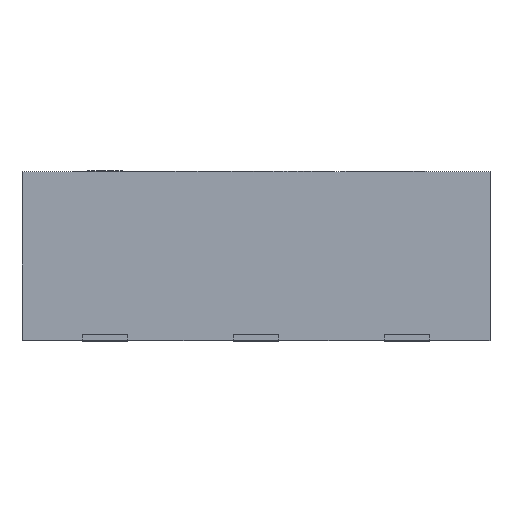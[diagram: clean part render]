
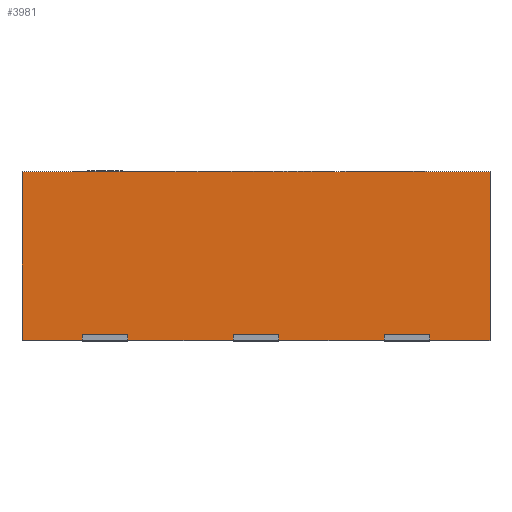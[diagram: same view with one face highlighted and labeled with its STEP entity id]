
A CAD part, top view. The second image highlights one B-rep face of the part: STEP entity #3981.
In plain terms, the highlighted planar face has unit normal (0, 0, 1).
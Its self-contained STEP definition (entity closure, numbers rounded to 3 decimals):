
#2 = CARTESIAN_POINT ( 'NONE',  ( -3.935, 0., 2.795 ) ) ;
#162 = VERTEX_POINT ( 'NONE', #2 ) ;
#287 = VECTOR ( 'NONE', #9364, 1000. ) ;
#493 = ORIENTED_EDGE ( 'NONE', *, *, #2293, .T. ) ;
#565 = VERTEX_POINT ( 'NONE', #689 ) ;
#689 = CARTESIAN_POINT ( 'NONE',  ( -0.38, 0., 2.795 ) ) ;
#718 = LINE ( 'NONE', #4456, #1337 ) ;
#762 = ORIENTED_EDGE ( 'NONE', *, *, #9224, .F. ) ;
#784 = DIRECTION ( 'NONE',  ( -1., 0., 0. ) ) ;
#797 = VECTOR ( 'NONE', #10909, 1000. ) ;
#800 = LINE ( 'NONE', #6423, #287 ) ;
#916 = LINE ( 'NONE', #7639, #10855 ) ;
#945 = VECTOR ( 'NONE', #784, 1000. ) ;
#1063 = LINE ( 'NONE', #2783, #2409 ) ;
#1237 = VECTOR ( 'NONE', #2890, 1000. ) ;
#1267 = EDGE_CURVE ( 'NONE', #11660, #11879, #3151, .T. ) ;
#1335 = LINE ( 'NONE', #10757, #4035 ) ;
#1337 = VECTOR ( 'NONE', #7325, 1000. ) ;
#1346 = CARTESIAN_POINT ( 'NONE',  ( -2.92, 0.1, 2.795 ) ) ;
#1635 = VECTOR ( 'NONE', #5091, 1000. ) ;
#1696 = ORIENTED_EDGE ( 'NONE', *, *, #2814, .F. ) ;
#1794 = PLANE ( 'NONE',  #4075 ) ;
#1876 = VERTEX_POINT ( 'NONE', #3508 ) ;
#1883 = VECTOR ( 'NONE', #8872, 1000. ) ;
#1921 = CARTESIAN_POINT ( 'NONE',  ( 3.935, 0., 2.795 ) ) ;
#2087 = EDGE_CURVE ( 'NONE', #6988, #5888, #3813, .T. ) ;
#2293 = EDGE_CURVE ( 'NONE', #1876, #11595, #3588, .T. ) ;
#2321 = DIRECTION ( 'NONE',  ( 0., -1., 0. ) ) ;
#2366 = VERTEX_POINT ( 'NONE', #7502 ) ;
#2409 = VECTOR ( 'NONE', #11313, 1000. ) ;
#2451 = CARTESIAN_POINT ( 'NONE',  ( 2.92, 0.1, 2.795 ) ) ;
#2545 = DIRECTION ( 'NONE',  ( 0., -1., 0. ) ) ;
#2590 = DIRECTION ( 'NONE',  ( 0., 0., -1. ) ) ;
#2618 = EDGE_CURVE ( 'NONE', #2366, #565, #800, .T. ) ;
#2783 = CARTESIAN_POINT ( 'NONE',  ( -3.935, 0., 2.795 ) ) ;
#2814 = EDGE_CURVE ( 'NONE', #5201, #4286, #7151, .T. ) ;
#2890 = DIRECTION ( 'NONE',  ( 1., 0., 0. ) ) ;
#2992 = EDGE_CURVE ( 'NONE', #7317, #2366, #1335, .T. ) ;
#3151 = LINE ( 'NONE', #6945, #11653 ) ;
#3221 = VECTOR ( 'NONE', #11309, 1000. ) ;
#3508 = CARTESIAN_POINT ( 'NONE',  ( 0.38, 0.1, 2.795 ) ) ;
#3588 = LINE ( 'NONE', #7257, #4793 ) ;
#3799 = CARTESIAN_POINT ( 'NONE',  ( 3.935, 2.84, 2.795 ) ) ;
#3813 = LINE ( 'NONE', #7603, #3221 ) ;
#3981 = ADVANCED_FACE ( 'NONE', ( #7304 ), #1794, .F. ) ;
#4035 = VECTOR ( 'NONE', #2321, 1000. ) ;
#4075 = AXIS2_PLACEMENT_3D ( 'NONE', #5548, #2590, #6625 ) ;
#4286 = VERTEX_POINT ( 'NONE', #3799 ) ;
#4393 = CARTESIAN_POINT ( 'NONE',  ( -0.38, 0.1, 2.795 ) ) ;
#4404 = CARTESIAN_POINT ( 'NONE',  ( -2.92, 0., 2.795 ) ) ;
#4456 = CARTESIAN_POINT ( 'NONE',  ( -3.935, 0., 2.795 ) ) ;
#4522 = EDGE_CURVE ( 'NONE', #11660, #6988, #6275, .T. ) ;
#4704 = CARTESIAN_POINT ( 'NONE',  ( -2.92, 0.1, 2.795 ) ) ;
#4755 = VERTEX_POINT ( 'NONE', #4393 ) ;
#4785 = EDGE_CURVE ( 'NONE', #162, #6513, #718, .T. ) ;
#4789 = ORIENTED_EDGE ( 'NONE', *, *, #5257, .F. ) ;
#4793 = VECTOR ( 'NONE', #2545, 1000. ) ;
#4861 = CARTESIAN_POINT ( 'NONE',  ( 3.935, 2.84, 2.795 ) ) ;
#5091 = DIRECTION ( 'NONE',  ( 0., -1., 0. ) ) ;
#5201 = VERTEX_POINT ( 'NONE', #7473 ) ;
#5223 = CARTESIAN_POINT ( 'NONE',  ( 0.38, 0., 2.795 ) ) ;
#5257 = EDGE_CURVE ( 'NONE', #4286, #6131, #10355, .T. ) ;
#5274 = ORIENTED_EDGE ( 'NONE', *, *, #9471, .T. ) ;
#5548 = CARTESIAN_POINT ( 'NONE',  ( -3.935, 2.84, 2.795 ) ) ;
#5888 = VERTEX_POINT ( 'NONE', #11793 ) ;
#5993 = DIRECTION ( 'NONE',  ( 0., -1., 0. ) ) ;
#6131 = VERTEX_POINT ( 'NONE', #1921 ) ;
#6275 = LINE ( 'NONE', #6334, #945 ) ;
#6334 = CARTESIAN_POINT ( 'NONE',  ( 2.16, 0.1, 2.795 ) ) ;
#6423 = CARTESIAN_POINT ( 'NONE',  ( -3.935, 0., 2.795 ) ) ;
#6513 = VERTEX_POINT ( 'NONE', #4404 ) ;
#6563 = ORIENTED_EDGE ( 'NONE', *, *, #2618, .T. ) ;
#6625 = DIRECTION ( 'NONE',  ( -1., 0., 0. ) ) ;
#6747 = EDGE_CURVE ( 'NONE', #7317, #7628, #11479, .T. ) ;
#6945 = CARTESIAN_POINT ( 'NONE',  ( 2.92, 0.1, 2.795 ) ) ;
#6986 = DIRECTION ( 'NONE',  ( -1., 0., 0. ) ) ;
#6988 = VERTEX_POINT ( 'NONE', #8616 ) ;
#7013 = ORIENTED_EDGE ( 'NONE', *, *, #2992, .T. ) ;
#7151 = LINE ( 'NONE', #10940, #1883 ) ;
#7209 = ORIENTED_EDGE ( 'NONE', *, *, #11028, .F. ) ;
#7257 = CARTESIAN_POINT ( 'NONE',  ( 0.38, 0.1, 2.795 ) ) ;
#7298 = VECTOR ( 'NONE', #6986, 1000. ) ;
#7304 = FACE_OUTER_BOUND ( 'NONE', #9629, .T. ) ;
#7317 = VERTEX_POINT ( 'NONE', #10626 ) ;
#7325 = DIRECTION ( 'NONE',  ( 1., 0., 0. ) ) ;
#7350 = VECTOR ( 'NONE', #10007, 1000. ) ;
#7392 = EDGE_CURVE ( 'NONE', #1876, #4755, #10972, .T. ) ;
#7473 = CARTESIAN_POINT ( 'NONE',  ( -3.935, 2.84, 2.795 ) ) ;
#7502 = CARTESIAN_POINT ( 'NONE',  ( -2.16, 0., 2.795 ) ) ;
#7603 = CARTESIAN_POINT ( 'NONE',  ( 2.16, 0.1, 2.795 ) ) ;
#7628 = VERTEX_POINT ( 'NONE', #4704 ) ;
#7639 = CARTESIAN_POINT ( 'NONE',  ( -2.92, 0.1, 2.795 ) ) ;
#7692 = ORIENTED_EDGE ( 'NONE', *, *, #4785, .T. ) ;
#8046 = CARTESIAN_POINT ( 'NONE',  ( -0.38, 0.1, 2.795 ) ) ;
#8241 = LINE ( 'NONE', #10068, #7350 ) ;
#8565 = DIRECTION ( 'NONE',  ( 0., -1., 0. ) ) ;
#8573 = ORIENTED_EDGE ( 'NONE', *, *, #4522, .F. ) ;
#8616 = CARTESIAN_POINT ( 'NONE',  ( 2.16, 0.1, 2.795 ) ) ;
#8638 = DIRECTION ( 'NONE',  ( 0., -1., 0. ) ) ;
#8872 = DIRECTION ( 'NONE',  ( 1., 0., 0. ) ) ;
#9224 = EDGE_CURVE ( 'NONE', #7628, #6513, #916, .T. ) ;
#9256 = ORIENTED_EDGE ( 'NONE', *, *, #2087, .F. ) ;
#9362 = CARTESIAN_POINT ( 'NONE',  ( -3.935, 0., 2.795 ) ) ;
#9364 = DIRECTION ( 'NONE',  ( 1., 0., 0. ) ) ;
#9471 = EDGE_CURVE ( 'NONE', #11879, #6131, #11297, .T. ) ;
#9629 = EDGE_LOOP ( 'NONE', ( #762, #10070, #7013, #6563, #7209, #11698, #493, #10562, #9256, #8573, #11724, #5274, #4789, #1696, #11684, #7692 ) ) ;
#10007 = DIRECTION ( 'NONE',  ( 0., -1., 0. ) ) ;
#10068 = CARTESIAN_POINT ( 'NONE',  ( -3.935, 2.84, 2.795 ) ) ;
#10070 = ORIENTED_EDGE ( 'NONE', *, *, #6747, .F. ) ;
#10355 = LINE ( 'NONE', #4861, #12129 ) ;
#10452 = EDGE_CURVE ( 'NONE', #5201, #162, #8241, .T. ) ;
#10529 = EDGE_CURVE ( 'NONE', #11595, #5888, #1063, .T. ) ;
#10562 = ORIENTED_EDGE ( 'NONE', *, *, #10529, .T. ) ;
#10626 = CARTESIAN_POINT ( 'NONE',  ( -2.16, 0.1, 2.795 ) ) ;
#10757 = CARTESIAN_POINT ( 'NONE',  ( -2.16, 0.1, 2.795 ) ) ;
#10855 = VECTOR ( 'NONE', #8565, 1000. ) ;
#10909 = DIRECTION ( 'NONE',  ( -1., 0., 0. ) ) ;
#10940 = CARTESIAN_POINT ( 'NONE',  ( -3.935, 2.84, 2.795 ) ) ;
#10972 = LINE ( 'NONE', #8046, #797 ) ;
#11028 = EDGE_CURVE ( 'NONE', #4755, #565, #11710, .T. ) ;
#11297 = LINE ( 'NONE', #9362, #1237 ) ;
#11309 = DIRECTION ( 'NONE',  ( 0., -1., 0. ) ) ;
#11313 = DIRECTION ( 'NONE',  ( 1., 0., 0. ) ) ;
#11479 = LINE ( 'NONE', #1346, #7298 ) ;
#11594 = CARTESIAN_POINT ( 'NONE',  ( -0.38, 0.1, 2.795 ) ) ;
#11595 = VERTEX_POINT ( 'NONE', #5223 ) ;
#11653 = VECTOR ( 'NONE', #5993, 1000. ) ;
#11660 = VERTEX_POINT ( 'NONE', #2451 ) ;
#11684 = ORIENTED_EDGE ( 'NONE', *, *, #10452, .T. ) ;
#11698 = ORIENTED_EDGE ( 'NONE', *, *, #7392, .F. ) ;
#11710 = LINE ( 'NONE', #11594, #1635 ) ;
#11724 = ORIENTED_EDGE ( 'NONE', *, *, #1267, .T. ) ;
#11793 = CARTESIAN_POINT ( 'NONE',  ( 2.16, 0., 2.795 ) ) ;
#11879 = VERTEX_POINT ( 'NONE', #12076 ) ;
#12076 = CARTESIAN_POINT ( 'NONE',  ( 2.92, 0., 2.795 ) ) ;
#12129 = VECTOR ( 'NONE', #8638, 1000. ) ;
